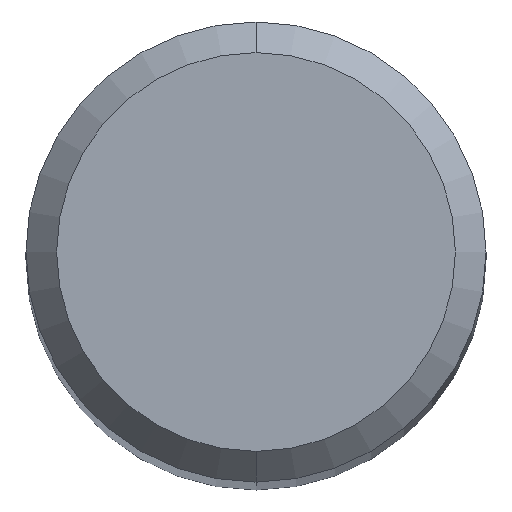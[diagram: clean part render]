
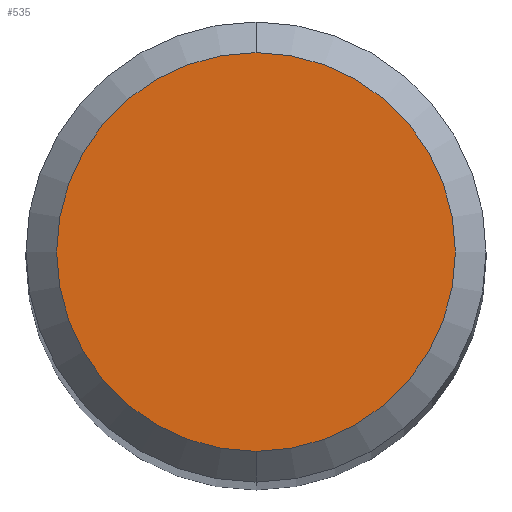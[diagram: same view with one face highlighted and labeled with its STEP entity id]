
A CAD part, top view. The second image highlights one B-rep face of the part: STEP entity #535.
In plain terms, the highlighted planar face has unit normal (0, 0, 1).
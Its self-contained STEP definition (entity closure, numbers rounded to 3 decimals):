
#303=VERTEX_POINT('',#788);
#447=VERTEX_POINT('',#947);
#453=EDGE_CURVE('',#447,#303,#953,.T.);
#535=ADVANCED_FACE('',(#1045),#1046,.T.);
#577=EDGE_CURVE('',#303,#447,#1090,.T.);
#788=CARTESIAN_POINT('',(0.0,2.6,0.0));
#947=CARTESIAN_POINT('',(0.,-2.6,0.0));
#953=CIRCLE('',#2102,2.6);
#1045=FACE_OUTER_BOUND('',#3084,.T.);
#1046=PLANE('',#3085);
#1090=CIRCLE('',#3430,2.6);
#2102=AXIS2_PLACEMENT_3D('',#4487,#4488,#4489);
#3084=EDGE_LOOP('',(#4617,#4618));
#3085=AXIS2_PLACEMENT_3D('',#4619,#4620,#4621);
#3430=AXIS2_PLACEMENT_3D('',#4670,#4671,#4672);
#4487=CARTESIAN_POINT('',(0.0,0.0,0.0));
#4488=DIRECTION('',(0.0,0.0,-1.0));
#4489=DIRECTION('',(0.0,1.0,0.0));
#4617=ORIENTED_EDGE('',*,*,#577,.F.);
#4618=ORIENTED_EDGE('',*,*,#453,.F.);
#4619=CARTESIAN_POINT('',(0.0,1.3,0.0));
#4620=DIRECTION('',(-0.0,0.0,1.0));
#4621=DIRECTION('',(0.0,-1.0,0.0));
#4670=CARTESIAN_POINT('',(0.0,0.0,0.0));
#4671=DIRECTION('',(0.0,0.0,-1.0));
#4672=DIRECTION('',(0.0,1.0,0.0));
